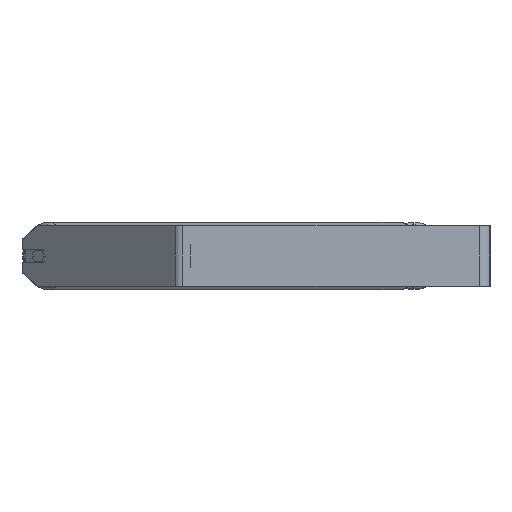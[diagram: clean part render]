
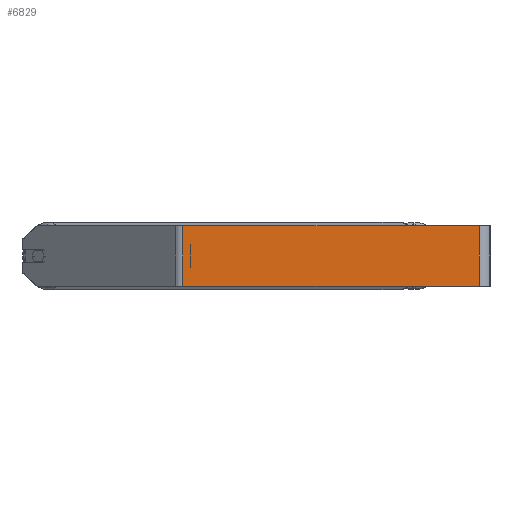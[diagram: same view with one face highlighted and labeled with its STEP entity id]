
A CAD part, left-side view. The second image highlights one B-rep face of the part: STEP entity #6829.
In plain terms, the highlighted planar face has unit normal (-1, 0, 0).
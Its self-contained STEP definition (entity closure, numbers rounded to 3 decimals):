
#23 = CARTESIAN_POINT ( 'NONE',  ( -1045., 408.151, 40. ) ) ;
#428 = PLANE ( 'NONE',  #1626 ) ;
#1452 = DIRECTION ( 'NONE',  ( 0., 0., -1. ) ) ;
#1510 = CARTESIAN_POINT ( 'NONE',  ( -1045., 14., -40. ) ) ;
#1626 = AXIS2_PLACEMENT_3D ( 'NONE', #5827, #5786, #7113 ) ;
#1772 = ORIENTED_EDGE ( 'NONE', *, *, #7652, .T. ) ;
#1912 = VECTOR ( 'NONE', #6682, 1000. ) ;
#1941 = DIRECTION ( 'NONE',  ( 0., 0., -1. ) ) ;
#2223 = VERTEX_POINT ( 'NONE', #23 ) ;
#2523 = CARTESIAN_POINT ( 'NONE',  ( -1045., 413.949, -40. ) ) ;
#2819 = EDGE_LOOP ( 'NONE', ( #1772, #4100, #5471, #5559 ) ) ;
#3133 = FACE_OUTER_BOUND ( 'NONE', #2819, .T. ) ;
#3302 = LINE ( 'NONE', #8750, #4454 ) ;
#3324 = VECTOR ( 'NONE', #1941, 1000. ) ;
#3702 = LINE ( 'NONE', #6273, #7078 ) ;
#4100 = ORIENTED_EDGE ( 'NONE', *, *, #6933, .F. ) ;
#4146 = CARTESIAN_POINT ( 'NONE',  ( -1045., 14., 40. ) ) ;
#4243 = VERTEX_POINT ( 'NONE', #1510 ) ;
#4454 = VECTOR ( 'NONE', #1452, 1000. ) ;
#4783 = EDGE_CURVE ( 'NONE', #2223, #5398, #3702, .T. ) ;
#4986 = VERTEX_POINT ( 'NONE', #7244 ) ;
#5350 = LINE ( 'NONE', #6552, #3324 ) ;
#5398 = VERTEX_POINT ( 'NONE', #4146 ) ;
#5471 = ORIENTED_EDGE ( 'NONE', *, *, #4783, .F. ) ;
#5559 = ORIENTED_EDGE ( 'NONE', *, *, #6564, .T. ) ;
#5786 = DIRECTION ( 'NONE',  ( 1., 0., 0. ) ) ;
#5827 = CARTESIAN_POINT ( 'NONE',  ( -1045., 413.949, 40. ) ) ;
#6273 = CARTESIAN_POINT ( 'NONE',  ( -1045., 413.949, 40. ) ) ;
#6402 = DIRECTION ( 'NONE',  ( 0., -1., 0. ) ) ;
#6552 = CARTESIAN_POINT ( 'NONE',  ( -1045., 408.151, 40. ) ) ;
#6564 = EDGE_CURVE ( 'NONE', #2223, #4986, #5350, .T. ) ;
#6682 = DIRECTION ( 'NONE',  ( 0., -1., 0. ) ) ;
#6829 = ADVANCED_FACE ( 'NONE', ( #3133 ), #428, .F. ) ;
#6933 = EDGE_CURVE ( 'NONE', #5398, #4243, #3302, .T. ) ;
#7078 = VECTOR ( 'NONE', #6402, 1000. ) ;
#7113 = DIRECTION ( 'NONE',  ( 0., 0., -1. ) ) ;
#7244 = CARTESIAN_POINT ( 'NONE',  ( -1045., 408.151, -40. ) ) ;
#7307 = LINE ( 'NONE', #2523, #1912 ) ;
#7652 = EDGE_CURVE ( 'NONE', #4986, #4243, #7307, .T. ) ;
#8750 = CARTESIAN_POINT ( 'NONE',  ( -1045., 14., 40. ) ) ;
